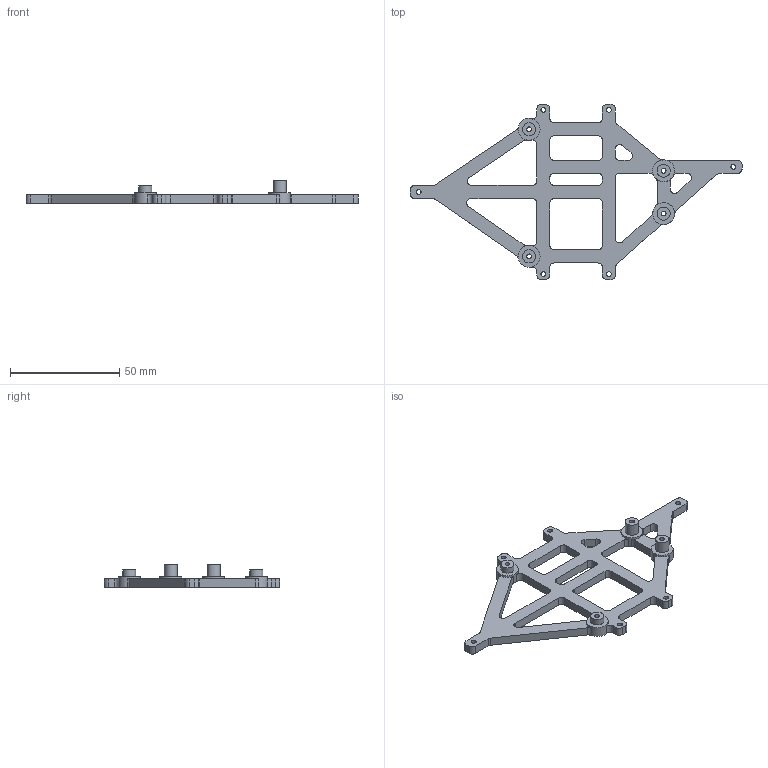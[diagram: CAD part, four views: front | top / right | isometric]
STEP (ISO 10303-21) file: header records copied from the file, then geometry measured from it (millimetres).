
FILE_DESCRIPTION( ( '' ), ' ' );
FILE_NAME( '5e581a51f6024b13c78e35c7.step', '2020-02-27T19:36:52', ( '' ), ( '' ), ' ', ' ', ' ' );
FILE_SCHEMA( ( 'AUTOMOTIVE_DESIGN { 1 0 10303 214 1 1 1 1 }' ) );
Length unit declared in the file: metre
Products named in the file (1): Part 3
Bounding box: 152.04 x 80.2 x 10.5 mm (x, y, z)
Volume: 14319.4 mm3; surface area: 11736.6 mm2
Topology: 1 solids, 1 shells, 152 faces, 438 edges, 292 vertices
Faces by surface type: cylinder 84, plane 68
Full cylindrical faces by diameter (mm): 2.2 x10, 6 x8, 10 x4
Entity records: 6222 total; most frequent: DIRECTION 900, CARTESIAN_POINT 853, ORIENTED_EDGE 824, EDGE_CURVE 412, AXIS2_PLACEMENT_3D 335, VERTEX_POINT 288, LINE 230, VECTOR 230
